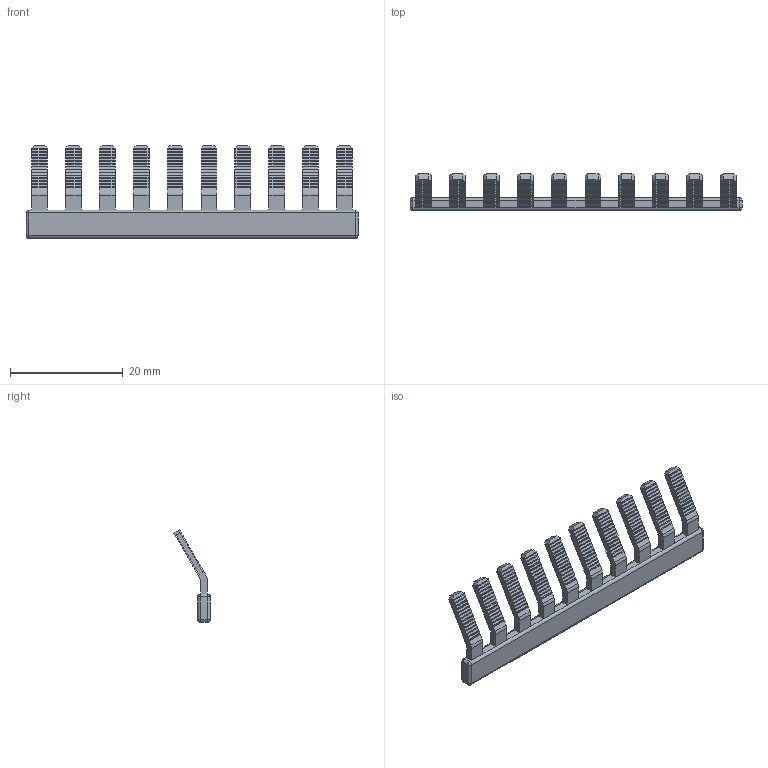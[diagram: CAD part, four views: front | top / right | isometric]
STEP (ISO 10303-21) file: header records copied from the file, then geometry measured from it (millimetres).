
FILE_DESCRIPTION (( 'STEP AP203' ), '1' );
FILE_NAME ('CA713_10.STEP', '2025-03-17T17:57:27', ( '' ), ( '' ), 'SwSTEP 2.0', 'SolidWorks 2022', '' );
FILE_SCHEMA (( 'CONFIG_CONTROL_DESIGN' ));
Length unit declared in the file: millimetre
Products named in the file (1): CA713_10
Bounding box: 58.8 x 6.45 x 16.4 mm (x, y, z)
Volume: 1014.6 mm3; surface area: 2081.9 mm2
Topology: 1 solids, 1 shells, 1256 faces, 3706 edges, 2444 vertices
Faces by surface type: plane 1226, cylinder 22, sphere 8
Entity records: 40951 total; most frequent: CARTESIAN_POINT 7399, ORIENTED_EDGE 7396, DIRECTION 6256, EDGE_CURVE 3698, LINE 3654, VECTOR 3654, VERTEX_POINT 2444, AXIS2_PLACEMENT_3D 1301
